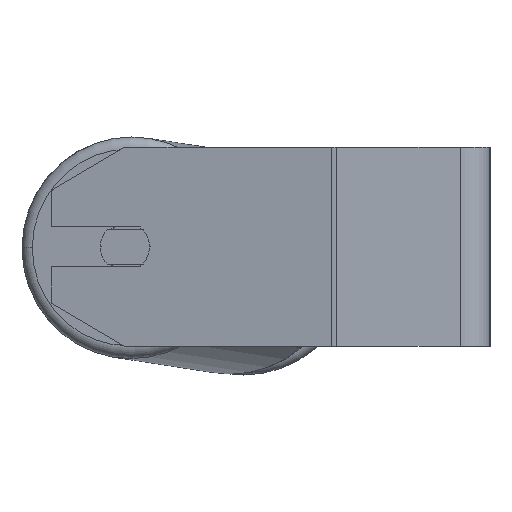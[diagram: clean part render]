
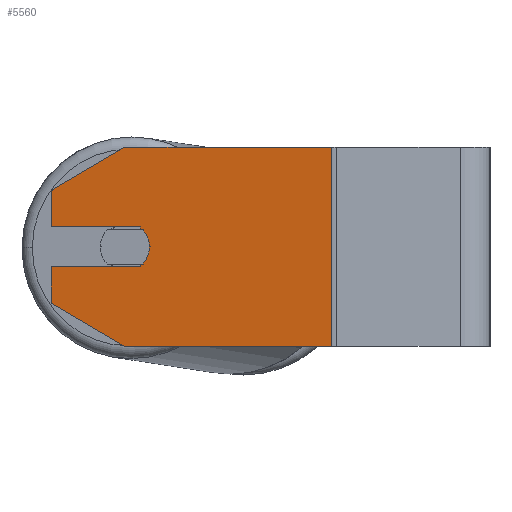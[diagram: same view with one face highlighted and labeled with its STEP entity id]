
A CAD part, left-side view. The second image highlights one B-rep face of the part: STEP entity #5560.
In plain terms, the highlighted planar face has unit normal (-0.985, 0.174, 0).
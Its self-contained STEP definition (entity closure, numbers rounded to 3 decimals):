
#71 = VERTEX_POINT ( 'NONE', #8008 ) ;
#106 = ORIENTED_EDGE ( 'NONE', *, *, #7307, .F. ) ;
#302 = VERTEX_POINT ( 'NONE', #2872 ) ;
#517 = CIRCLE ( 'NONE', #6038, 10. ) ;
#539 = AXIS2_PLACEMENT_3D ( 'NONE', #3504, #6333, #3454 ) ;
#543 = CARTESIAN_POINT ( 'NONE',  ( -394.974, 176.116, -40. ) ) ;
#552 = CARTESIAN_POINT ( 'NONE',  ( -394.974, 176.116, 22.679 ) ) ;
#575 = CARTESIAN_POINT ( 'NONE',  ( -400.184, 146.572, 0. ) ) ;
#889 = DIRECTION ( 'NONE',  ( -0.174, -0.985, 0. ) ) ;
#916 = CARTESIAN_POINT ( 'NONE',  ( -400.184, 146.572, -40. ) ) ;
#1017 = LINE ( 'NONE', #7874, #5295 ) ;
#1035 = EDGE_CURVE ( 'NONE', #7637, #2685, #2416, .T. ) ;
#1398 = ORIENTED_EDGE ( 'NONE', *, *, #1035, .F. ) ;
#1528 = ORIENTED_EDGE ( 'NONE', *, *, #5991, .F. ) ;
#1586 = CARTESIAN_POINT ( 'NONE',  ( -401.226, 140.663, 8. ) ) ;
#1766 = DIRECTION ( 'NONE',  ( 0., 0., -1. ) ) ;
#1810 = VECTOR ( 'NONE', #889, 1000. ) ;
#1839 = VERTEX_POINT ( 'NONE', #2729 ) ;
#1907 = ORIENTED_EDGE ( 'NONE', *, *, #3303, .T. ) ;
#2001 = VERTEX_POINT ( 'NONE', #552 ) ;
#2031 = DIRECTION ( 'NONE',  ( -0.174, -0.985, 0. ) ) ;
#2394 = DIRECTION ( 'NONE',  ( 0.174, 0.985, 0. ) ) ;
#2416 = LINE ( 'NONE', #5120, #6254 ) ;
#2477 = LINE ( 'NONE', #6594, #5059 ) ;
#2617 = ORIENTED_EDGE ( 'NONE', *, *, #6918, .T. ) ;
#2633 = DIRECTION ( 'NONE',  ( -0.174, -0.985, 0. ) ) ;
#2685 = VERTEX_POINT ( 'NONE', #7217 ) ;
#2729 = CARTESIAN_POINT ( 'NONE',  ( -400.184, 146.572, -40. ) ) ;
#2791 = DIRECTION ( 'NONE',  ( 0.15, 0.853, -0.5 ) ) ;
#2872 = CARTESIAN_POINT ( 'NONE',  ( -394.974, 176.116, -22.679 ) ) ;
#2953 = EDGE_CURVE ( 'NONE', #2001, #3235, #1017, .T. ) ;
#2978 = CARTESIAN_POINT ( 'NONE',  ( -394.974, 176.116, 40. ) ) ;
#3003 = ORIENTED_EDGE ( 'NONE', *, *, #6187, .F. ) ;
#3116 = CARTESIAN_POINT ( 'NONE',  ( -394.974, 176.116, 40. ) ) ;
#3198 = VERTEX_POINT ( 'NONE', #6894 ) ;
#3235 = VERTEX_POINT ( 'NONE', #6103 ) ;
#3303 = EDGE_CURVE ( 'NONE', #302, #1839, #6975, .T. ) ;
#3364 = DIRECTION ( 'NONE',  ( -0.985, 0.174, 0. ) ) ;
#3454 = DIRECTION ( 'NONE',  ( -0.174, -0.985, 0. ) ) ;
#3504 = CARTESIAN_POINT ( 'NONE',  ( -400.184, 146.572, 0. ) ) ;
#3617 = DIRECTION ( 'NONE',  ( -0.15, -0.853, -0.5 ) ) ;
#3706 = CARTESIAN_POINT ( 'NONE',  ( -394.974, 176.116, 40. ) ) ;
#3748 = DIRECTION ( 'NONE',  ( 0.985, -0.174, 0. ) ) ;
#3819 = EDGE_CURVE ( 'NONE', #3198, #302, #8414, .T. ) ;
#3849 = ORIENTED_EDGE ( 'NONE', *, *, #2953, .T. ) ;
#4040 = VERTEX_POINT ( 'NONE', #1586 ) ;
#4044 = CARTESIAN_POINT ( 'NONE',  ( -401.226, 140.663, -8. ) ) ;
#4205 = LINE ( 'NONE', #2978, #1810 ) ;
#4247 = LINE ( 'NONE', #6910, #6461 ) ;
#4635 = AXIS2_PLACEMENT_3D ( 'NONE', #3706, #3748, #8487 ) ;
#4720 = LINE ( 'NONE', #4044, #7620 ) ;
#4937 = CARTESIAN_POINT ( 'NONE',  ( -401.92, 136.724, 0. ) ) ;
#5059 = VECTOR ( 'NONE', #2394, 1000. ) ;
#5071 = CIRCLE ( 'NONE', #539, 10. ) ;
#5109 = DIRECTION ( 'NONE',  ( -0.174, -0.985, 0. ) ) ;
#5120 = CARTESIAN_POINT ( 'NONE',  ( -414.818, 63.579, 40. ) ) ;
#5160 = ORIENTED_EDGE ( 'NONE', *, *, #8269, .F. ) ;
#5164 = VECTOR ( 'NONE', #3617, 1000. ) ;
#5177 = CARTESIAN_POINT ( 'NONE',  ( -414.818, 63.579, 40. ) ) ;
#5295 = VECTOR ( 'NONE', #1766, 1000. ) ;
#5560 = ADVANCED_FACE ( 'NONE', ( #6498 ), #7863, .F. ) ;
#5921 = EDGE_CURVE ( 'NONE', #7622, #2001, #4247, .T. ) ;
#5991 = EDGE_CURVE ( 'NONE', #71, #8297, #5071, .T. ) ;
#6038 = AXIS2_PLACEMENT_3D ( 'NONE', #575, #3364, #2031 ) ;
#6042 = ORIENTED_EDGE ( 'NONE', *, *, #7151, .F. ) ;
#6049 = VECTOR ( 'NONE', #5109, 1000. ) ;
#6103 = CARTESIAN_POINT ( 'NONE',  ( -394.974, 176.116, 8. ) ) ;
#6187 = EDGE_CURVE ( 'NONE', #8297, #4040, #517, .T. ) ;
#6254 = VECTOR ( 'NONE', #6491, 1000. ) ;
#6333 = DIRECTION ( 'NONE',  ( -0.985, 0.174, 0. ) ) ;
#6431 = DIRECTION ( 'NONE',  ( 0., 0., -1. ) ) ;
#6461 = VECTOR ( 'NONE', #2791, 1000. ) ;
#6491 = DIRECTION ( 'NONE',  ( 0., 0., -1. ) ) ;
#6498 = FACE_OUTER_BOUND ( 'NONE', #8505, .T. ) ;
#6504 = CARTESIAN_POINT ( 'NONE',  ( -400.184, 146.572, 40. ) ) ;
#6594 = CARTESIAN_POINT ( 'NONE',  ( -401.226, 140.663, 8. ) ) ;
#6894 = CARTESIAN_POINT ( 'NONE',  ( -394.974, 176.116, -8. ) ) ;
#6910 = CARTESIAN_POINT ( 'NONE',  ( -394.974, 176.116, 22.679 ) ) ;
#6918 = EDGE_CURVE ( 'NONE', #1839, #2685, #7222, .T. ) ;
#6975 = LINE ( 'NONE', #916, #5164 ) ;
#7010 = ORIENTED_EDGE ( 'NONE', *, *, #5921, .T. ) ;
#7151 = EDGE_CURVE ( 'NONE', #7622, #7637, #4205, .T. ) ;
#7217 = CARTESIAN_POINT ( 'NONE',  ( -414.818, 63.579, -40. ) ) ;
#7222 = LINE ( 'NONE', #543, #6049 ) ;
#7307 = EDGE_CURVE ( 'NONE', #4040, #3235, #2477, .T. ) ;
#7620 = VECTOR ( 'NONE', #2633, 1000. ) ;
#7622 = VERTEX_POINT ( 'NONE', #6504 ) ;
#7637 = VERTEX_POINT ( 'NONE', #5177 ) ;
#7705 = VECTOR ( 'NONE', #6431, 1000. ) ;
#7863 = PLANE ( 'NONE',  #4635 ) ;
#7874 = CARTESIAN_POINT ( 'NONE',  ( -394.974, 176.116, 40. ) ) ;
#8008 = CARTESIAN_POINT ( 'NONE',  ( -401.226, 140.663, -8. ) ) ;
#8269 = EDGE_CURVE ( 'NONE', #3198, #71, #4720, .T. ) ;
#8297 = VERTEX_POINT ( 'NONE', #4937 ) ;
#8414 = LINE ( 'NONE', #3116, #7705 ) ;
#8487 = DIRECTION ( 'NONE',  ( 0.174, 0.985, 0. ) ) ;
#8505 = EDGE_LOOP ( 'NONE', ( #1528, #5160, #8633, #1907, #2617, #1398, #6042, #7010, #3849, #106, #3003 ) ) ;
#8633 = ORIENTED_EDGE ( 'NONE', *, *, #3819, .T. ) ;
